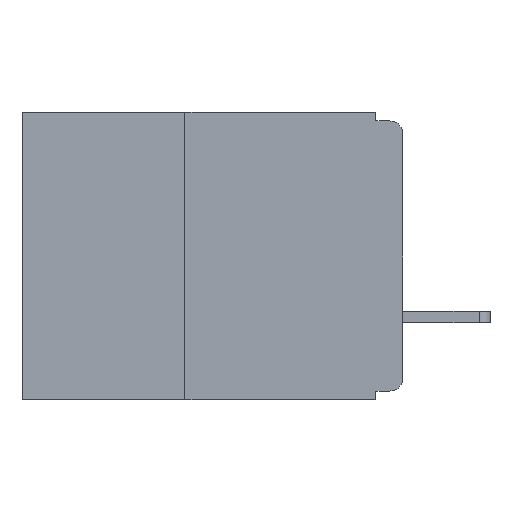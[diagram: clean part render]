
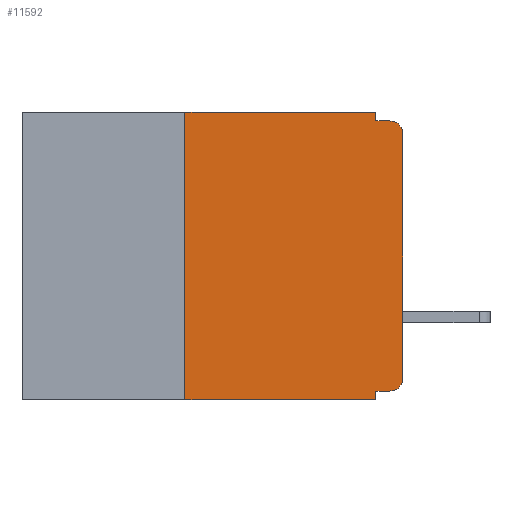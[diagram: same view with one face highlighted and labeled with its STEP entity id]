
A CAD part, left-side view. The second image highlights one B-rep face of the part: STEP entity #11592.
In plain terms, the highlighted planar face has unit normal (-1, 0, 0).
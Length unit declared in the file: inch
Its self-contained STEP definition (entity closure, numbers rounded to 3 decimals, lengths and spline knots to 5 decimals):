
#23 = VECTOR ( 'NONE', #12485, 39.37008 ) ;
#66 = LINE ( 'NONE', #12421, #23 ) ;
#131 = ORIENTED_EDGE ( 'NONE', *, *, #7392, .F. ) ;
#275 = ORIENTED_EDGE ( 'NONE', *, *, #1212, .F. ) ;
#412 = ORIENTED_EDGE ( 'NONE', *, *, #7229, .F. ) ;
#584 = DIRECTION ( 'NONE',  ( 0., 0., 1. ) ) ;
#745 = VERTEX_POINT ( 'NONE', #9171 ) ;
#859 = ORIENTED_EDGE ( 'NONE', *, *, #9695, .T. ) ;
#944 = ORIENTED_EDGE ( 'NONE', *, *, #7173, .F. ) ;
#1212 = EDGE_CURVE ( 'NONE', #745, #3938, #5155, .T. ) ;
#1379 = DIRECTION ( 'NONE',  ( 0., 0., -1. ) ) ;
#1625 = CARTESIAN_POINT ( 'NONE',  ( 0., 0.031, -0.01 ) ) ;
#1805 = ORIENTED_EDGE ( 'NONE', *, *, #2971, .F. ) ;
#1855 = CARTESIAN_POINT ( 'NONE',  ( 0., 0.25, -0.33 ) ) ;
#1865 = AXIS2_PLACEMENT_3D ( 'NONE', #11360, #5684, #12090 ) ;
#2038 = DIRECTION ( 'NONE',  ( 0., 0., -1. ) ) ;
#2213 = CARTESIAN_POINT ( 'NONE',  ( 0., 0., -0.32 ) ) ;
#2282 = CARTESIAN_POINT ( 'NONE',  ( 0., 0.015, -0.32 ) ) ;
#2293 = EDGE_CURVE ( 'NONE', #3804, #3938, #66, .T. ) ;
#2971 = EDGE_CURVE ( 'NONE', #11562, #3341, #5095, .T. ) ;
#2993 = CIRCLE ( 'NONE', #1865, 0.015 ) ;
#3341 = VERTEX_POINT ( 'NONE', #12588 ) ;
#3694 = VECTOR ( 'NONE', #9933, 39.37008 ) ;
#3804 = VERTEX_POINT ( 'NONE', #9680 ) ;
#3938 = VERTEX_POINT ( 'NONE', #6822 ) ;
#4079 = VERTEX_POINT ( 'NONE', #2282 ) ;
#4604 = EDGE_CURVE ( 'NONE', #9494, #9932, #10188, .T. ) ;
#4689 = DIRECTION ( 'NONE',  ( 1., 0., 0. ) ) ;
#5073 = CARTESIAN_POINT ( 'NONE',  ( 0., 0., -0.305 ) ) ;
#5090 = VECTOR ( 'NONE', #2038, 39.37008 ) ;
#5095 = LINE ( 'NONE', #8410, #10333 ) ;
#5115 = EDGE_LOOP ( 'NONE', ( #5825, #6503, #131, #944, #1805, #5392, #9229, #275, #412, #859 ) ) ;
#5155 = LINE ( 'NONE', #12156, #5090 ) ;
#5206 = AXIS2_PLACEMENT_3D ( 'NONE', #10615, #4689, #11438 ) ;
#5392 = ORIENTED_EDGE ( 'NONE', *, *, #12570, .F. ) ;
#5684 = DIRECTION ( 'NONE',  ( -1., 0., 0. ) ) ;
#5735 = DIRECTION ( 'NONE',  ( 0., 1., 0. ) ) ;
#5825 = ORIENTED_EDGE ( 'NONE', *, *, #4604, .T. ) ;
#5879 = VERTEX_POINT ( 'NONE', #1625 ) ;
#6011 = CARTESIAN_POINT ( 'NONE',  ( 0., 0., -0.01 ) ) ;
#6285 = CARTESIAN_POINT ( 'NONE',  ( 0., 0.015, -0.01 ) ) ;
#6503 = ORIENTED_EDGE ( 'NONE', *, *, #7741, .T. ) ;
#6822 = CARTESIAN_POINT ( 'NONE',  ( 0., 0.031, -0.33 ) ) ;
#6878 = AXIS2_PLACEMENT_3D ( 'NONE', #13070, #8088, #1379 ) ;
#6930 = VERTEX_POINT ( 'NONE', #6285 ) ;
#7173 = EDGE_CURVE ( 'NONE', #3341, #5879, #11879, .T. ) ;
#7229 = EDGE_CURVE ( 'NONE', #4079, #745, #11192, .T. ) ;
#7392 = EDGE_CURVE ( 'NONE', #5879, #6930, #9271, .T. ) ;
#7741 = EDGE_CURVE ( 'NONE', #9932, #6930, #12221, .T. ) ;
#7748 = CARTESIAN_POINT ( 'NONE',  ( 0., 0.25, 0. ) ) ;
#7794 = PLANE ( 'NONE',  #5206 ) ;
#8088 = DIRECTION ( 'NONE',  ( -1., 0., 0. ) ) ;
#8410 = CARTESIAN_POINT ( 'NONE',  ( 0., 0.437, 0. ) ) ;
#8609 = DIRECTION ( 'NONE',  ( 0., 0., -1. ) ) ;
#9171 = CARTESIAN_POINT ( 'NONE',  ( 0., 0.031, -0.32 ) ) ;
#9183 = DIRECTION ( 'NONE',  ( 0., -1., 0. ) ) ;
#9229 = ORIENTED_EDGE ( 'NONE', *, *, #2293, .T. ) ;
#9271 = LINE ( 'NONE', #6011, #3694 ) ;
#9417 = VECTOR ( 'NONE', #8609, 39.37008 ) ;
#9494 = VERTEX_POINT ( 'NONE', #5073 ) ;
#9680 = CARTESIAN_POINT ( 'NONE',  ( 0., 0.25, -0.33 ) ) ;
#9695 = EDGE_CURVE ( 'NONE', #4079, #9494, #2993, .T. ) ;
#9905 = VECTOR ( 'NONE', #10732, 39.37008 ) ;
#9932 = VERTEX_POINT ( 'NONE', #10006 ) ;
#9933 = DIRECTION ( 'NONE',  ( 0., -1., 0. ) ) ;
#10006 = CARTESIAN_POINT ( 'NONE',  ( 0., 0., -0.025 ) ) ;
#10184 = LINE ( 'NONE', #1855, #11813 ) ;
#10188 = LINE ( 'NONE', #10779, #9905 ) ;
#10333 = VECTOR ( 'NONE', #9183, 39.37008 ) ;
#10615 = CARTESIAN_POINT ( 'NONE',  ( 0., 0.437, 0. ) ) ;
#10732 = DIRECTION ( 'NONE',  ( 0., 0., 1. ) ) ;
#10779 = CARTESIAN_POINT ( 'NONE',  ( 0., 0., 0. ) ) ;
#11192 = LINE ( 'NONE', #2213, #12916 ) ;
#11360 = CARTESIAN_POINT ( 'NONE',  ( 0., 0.015, -0.305 ) ) ;
#11438 = DIRECTION ( 'NONE',  ( 0., 0., -1. ) ) ;
#11562 = VERTEX_POINT ( 'NONE', #7748 ) ;
#11592 = ADVANCED_FACE ( 'NONE', ( #12659 ), #7794, .F. ) ;
#11813 = VECTOR ( 'NONE', #584, 39.37008 ) ;
#11879 = LINE ( 'NONE', #12774, #9417 ) ;
#12090 = DIRECTION ( 'NONE',  ( 0., 0., -1. ) ) ;
#12156 = CARTESIAN_POINT ( 'NONE',  ( 0., 0.031, -0.33 ) ) ;
#12221 = CIRCLE ( 'NONE', #6878, 0.015 ) ;
#12421 = CARTESIAN_POINT ( 'NONE',  ( 0., 0.437, -0.33 ) ) ;
#12485 = DIRECTION ( 'NONE',  ( 0., -1., 0. ) ) ;
#12570 = EDGE_CURVE ( 'NONE', #3804, #11562, #10184, .T. ) ;
#12588 = CARTESIAN_POINT ( 'NONE',  ( 0., 0.031, 0. ) ) ;
#12659 = FACE_OUTER_BOUND ( 'NONE', #5115, .T. ) ;
#12774 = CARTESIAN_POINT ( 'NONE',  ( 0., 0.031, 0. ) ) ;
#12916 = VECTOR ( 'NONE', #5735, 39.37008 ) ;
#13070 = CARTESIAN_POINT ( 'NONE',  ( 0., 0.015, -0.025 ) ) ;
